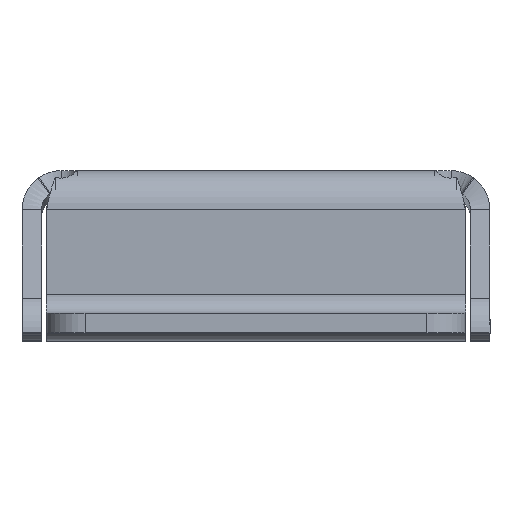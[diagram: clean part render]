
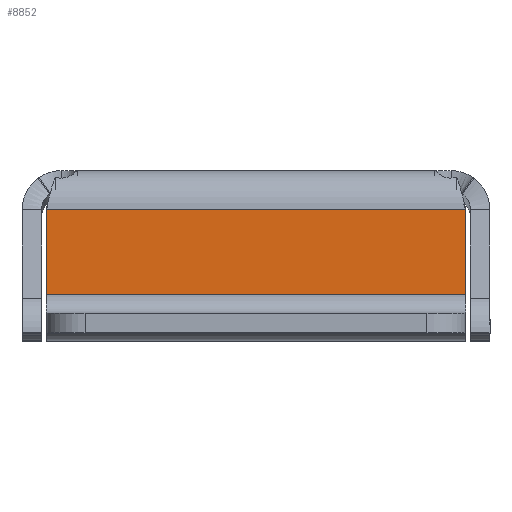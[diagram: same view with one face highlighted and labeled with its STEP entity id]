
A CAD part, top view. The second image highlights one B-rep face of the part: STEP entity #8852.
In plain terms, the highlighted planar face has unit normal (0, 0, 1).
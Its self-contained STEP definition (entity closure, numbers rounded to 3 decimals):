
#447 = VERTEX_POINT ( 'NONE', #6958 ) ;
#1012 = ORIENTED_EDGE ( 'NONE', *, *, #1121, .F. ) ;
#1121 = EDGE_CURVE ( 'NONE', #7363, #7134, #13233, .T. ) ;
#1722 = DIRECTION ( 'NONE',  ( 0., 1., 0. ) ) ;
#2048 = CARTESIAN_POINT ( 'NONE',  ( -32.293, -6., 348.5 ) ) ;
#2442 = EDGE_CURVE ( 'NONE', #447, #10948, #2862, .T. ) ;
#2631 = LINE ( 'NONE', #10423, #7453 ) ;
#2812 = ORIENTED_EDGE ( 'NONE', *, *, #2442, .T. ) ;
#2851 = PLANE ( 'NONE',  #11207 ) ;
#2862 = LINE ( 'NONE', #5195, #5891 ) ;
#3392 = CARTESIAN_POINT ( 'NONE',  ( 32.293, -19., 348.5 ) ) ;
#3512 = CARTESIAN_POINT ( 'NONE',  ( 32.293, -19., 348.5 ) ) ;
#4172 = DIRECTION ( 'NONE',  ( -1., 0., 0. ) ) ;
#4608 = VECTOR ( 'NONE', #1722, 1000. ) ;
#4765 = CARTESIAN_POINT ( 'NONE',  ( 0., 0., 348.5 ) ) ;
#4911 = VECTOR ( 'NONE', #9901, 1000. ) ;
#5057 = LINE ( 'NONE', #11692, #4608 ) ;
#5195 = CARTESIAN_POINT ( 'NONE',  ( 0., -6., 348.5 ) ) ;
#5794 = CARTESIAN_POINT ( 'NONE',  ( -32.293, -19., 348.5 ) ) ;
#5891 = VECTOR ( 'NONE', #4172, 1000. ) ;
#6958 = CARTESIAN_POINT ( 'NONE',  ( 32.293, -6., 348.5 ) ) ;
#7134 = VERTEX_POINT ( 'NONE', #5794 ) ;
#7265 = ORIENTED_EDGE ( 'NONE', *, *, #8412, .F. ) ;
#7363 = VERTEX_POINT ( 'NONE', #3512 ) ;
#7453 = VECTOR ( 'NONE', #8038, 1000. ) ;
#7582 = EDGE_LOOP ( 'NONE', ( #7265, #1012, #11601, #2812 ) ) ;
#8038 = DIRECTION ( 'NONE',  ( 0., 1., 0. ) ) ;
#8412 = EDGE_CURVE ( 'NONE', #7134, #10948, #5057, .T. ) ;
#8852 = ADVANCED_FACE ( 'NONE', ( #10308 ), #2851, .T. ) ;
#9151 = EDGE_CURVE ( 'NONE', #7363, #447, #2631, .T. ) ;
#9214 = DIRECTION ( 'NONE',  ( 0., 0., 1. ) ) ;
#9901 = DIRECTION ( 'NONE',  ( -1., 0., 0. ) ) ;
#10308 = FACE_OUTER_BOUND ( 'NONE', #7582, .T. ) ;
#10423 = CARTESIAN_POINT ( 'NONE',  ( 32.293, 0., 348.5 ) ) ;
#10948 = VERTEX_POINT ( 'NONE', #2048 ) ;
#11207 = AXIS2_PLACEMENT_3D ( 'NONE', #4765, #9214, #13641 ) ;
#11601 = ORIENTED_EDGE ( 'NONE', *, *, #9151, .T. ) ;
#11692 = CARTESIAN_POINT ( 'NONE',  ( -32.293, -3., 348.5 ) ) ;
#13233 = LINE ( 'NONE', #3392, #4911 ) ;
#13641 = DIRECTION ( 'NONE',  ( 0., -1., 0. ) ) ;
